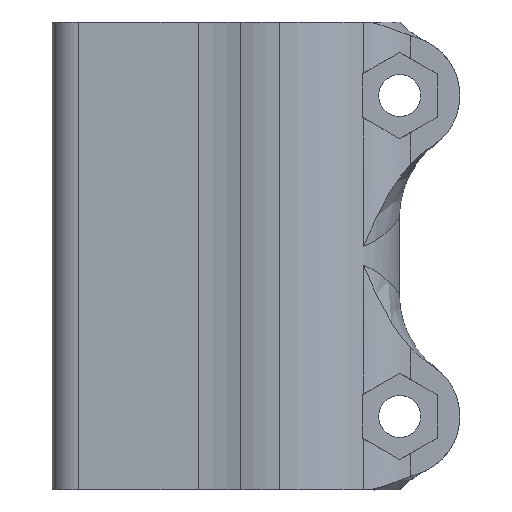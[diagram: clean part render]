
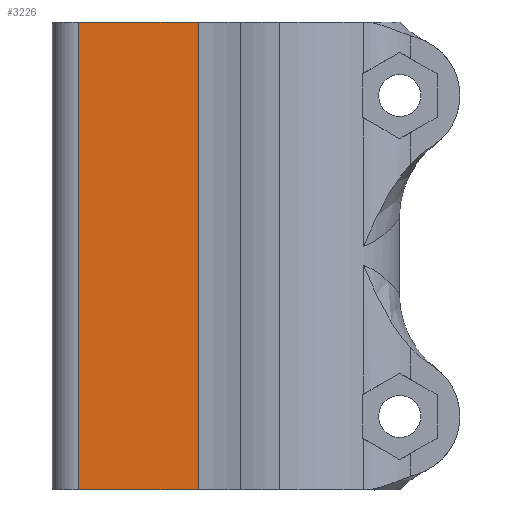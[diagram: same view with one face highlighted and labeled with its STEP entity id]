
A CAD part, left-side view. The second image highlights one B-rep face of the part: STEP entity #3226.
In plain terms, the highlighted planar face has unit normal (-1, 0, 0).
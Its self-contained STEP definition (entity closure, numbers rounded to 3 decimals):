
#73 = ORIENTED_EDGE ( 'NONE', *, *, #5997, .F. ) ;
#601 = VECTOR ( 'NONE', #3539, 1000. ) ;
#956 = VERTEX_POINT ( 'NONE', #6728 ) ;
#1070 = CARTESIAN_POINT ( 'NONE',  ( -8., 6.083, 0. ) ) ;
#1085 = LINE ( 'NONE', #1677, #2175 ) ;
#1192 = CARTESIAN_POINT ( 'NONE',  ( -8., 15., 35. ) ) ;
#1648 = CARTESIAN_POINT ( 'NONE',  ( -8., 15., 35. ) ) ;
#1677 = CARTESIAN_POINT ( 'NONE',  ( -8., 15., 35. ) ) ;
#1725 = EDGE_CURVE ( 'NONE', #6642, #2124, #3660, .T. ) ;
#1749 = LINE ( 'NONE', #1192, #5095 ) ;
#1884 = LINE ( 'NONE', #2575, #601 ) ;
#2124 = VERTEX_POINT ( 'NONE', #1070 ) ;
#2175 = VECTOR ( 'NONE', #6653, 1000. ) ;
#2526 = CARTESIAN_POINT ( 'NONE',  ( -8., 15., 0. ) ) ;
#2575 = CARTESIAN_POINT ( 'NONE',  ( -8., 6.083, 35. ) ) ;
#3226 = ADVANCED_FACE ( 'NONE', ( #4501 ), #5613, .F. ) ;
#3518 = ORIENTED_EDGE ( 'NONE', *, *, #3882, .T. ) ;
#3539 = DIRECTION ( 'NONE',  ( 0., 0., -1. ) ) ;
#3660 = LINE ( 'NONE', #6389, #5116 ) ;
#3860 = EDGE_LOOP ( 'NONE', ( #6743, #73, #6176, #3518 ) ) ;
#3882 = EDGE_CURVE ( 'NONE', #5147, #6642, #1085, .T. ) ;
#4501 = FACE_OUTER_BOUND ( 'NONE', #3860, .T. ) ;
#4582 = DIRECTION ( 'NONE',  ( 0., -1., 0. ) ) ;
#5095 = VECTOR ( 'NONE', #4582, 1000. ) ;
#5116 = VECTOR ( 'NONE', #6460, 1000. ) ;
#5136 = CARTESIAN_POINT ( 'NONE',  ( -8., 15., 35. ) ) ;
#5147 = VERTEX_POINT ( 'NONE', #1648 ) ;
#5573 = DIRECTION ( 'NONE',  ( 1., 0., 0. ) ) ;
#5593 = AXIS2_PLACEMENT_3D ( 'NONE', #5136, #5573, #6822 ) ;
#5613 = PLANE ( 'NONE',  #5593 ) ;
#5997 = EDGE_CURVE ( 'NONE', #956, #2124, #1884, .T. ) ;
#6176 = ORIENTED_EDGE ( 'NONE', *, *, #7163, .F. ) ;
#6389 = CARTESIAN_POINT ( 'NONE',  ( -8., 15., 0. ) ) ;
#6460 = DIRECTION ( 'NONE',  ( 0., -1., 0. ) ) ;
#6642 = VERTEX_POINT ( 'NONE', #2526 ) ;
#6653 = DIRECTION ( 'NONE',  ( 0., 0., -1. ) ) ;
#6728 = CARTESIAN_POINT ( 'NONE',  ( -8., 6.083, 35. ) ) ;
#6743 = ORIENTED_EDGE ( 'NONE', *, *, #1725, .T. ) ;
#6822 = DIRECTION ( 'NONE',  ( 0., 1., 0. ) ) ;
#7163 = EDGE_CURVE ( 'NONE', #5147, #956, #1749, .T. ) ;
